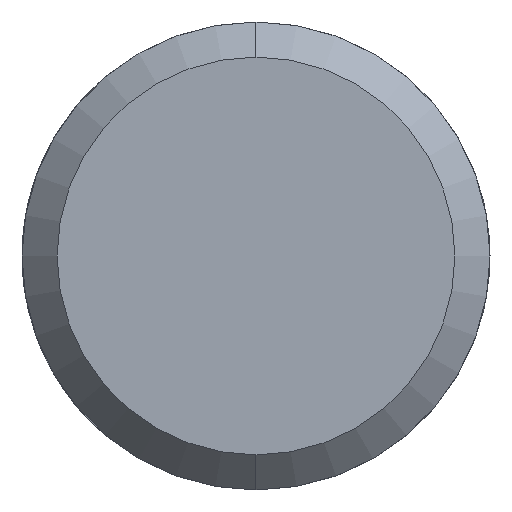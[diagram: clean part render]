
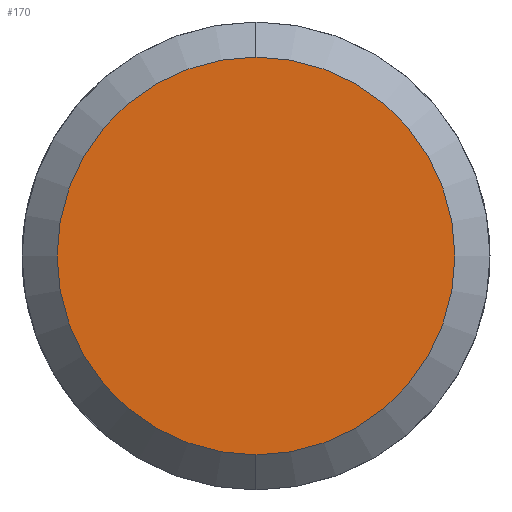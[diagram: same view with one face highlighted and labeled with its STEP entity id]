
A CAD part, left-side view. The second image highlights one B-rep face of the part: STEP entity #170.
In plain terms, the highlighted planar face has unit normal (-1, 0, 0).
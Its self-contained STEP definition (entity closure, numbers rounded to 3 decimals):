
#38 = EDGE_CURVE ( 'NONE', #433, #771, #703, .T. ) ;
#48 = AXIS2_PLACEMENT_3D ( 'NONE', #276, #444, #1023 ) ;
#69 = CARTESIAN_POINT ( 'NONE',  ( -15.5, 0., 0. ) ) ;
#76 = PLANE ( 'NONE',  #695 ) ;
#83 = EDGE_LOOP ( 'NONE', ( #434, #947 ) ) ;
#95 = CARTESIAN_POINT ( 'NONE',  ( -15.5, 0., 1.7 ) ) ;
#157 = DIRECTION ( 'NONE',  ( 0., 0., 1. ) ) ;
#170 = ADVANCED_FACE ( 'NONE', ( #327 ), #76, .T. ) ;
#276 = CARTESIAN_POINT ( 'NONE',  ( -15.5, 0., 0. ) ) ;
#299 = DIRECTION ( 'NONE',  ( 0., 0., 1. ) ) ;
#327 = FACE_OUTER_BOUND ( 'NONE', #83, .T. ) ;
#391 = CARTESIAN_POINT ( 'NONE',  ( -15.5, 0., 0. ) ) ;
#433 = VERTEX_POINT ( 'NONE', #95 ) ;
#434 = ORIENTED_EDGE ( 'NONE', *, *, #697, .T. ) ;
#444 = DIRECTION ( 'NONE',  ( -1., 0., 0. ) ) ;
#446 = CIRCLE ( 'NONE', #48, 1.7 ) ;
#484 = DIRECTION ( 'NONE',  ( -1., 0., 0. ) ) ;
#543 = DIRECTION ( 'NONE',  ( -1., 0., 0. ) ) ;
#623 = CARTESIAN_POINT ( 'NONE',  ( -15.5, 0., -1.7 ) ) ;
#695 = AXIS2_PLACEMENT_3D ( 'NONE', #391, #484, #157 ) ;
#697 = EDGE_CURVE ( 'NONE', #771, #433, #446, .T. ) ;
#703 = CIRCLE ( 'NONE', #704, 1.7 ) ;
#704 = AXIS2_PLACEMENT_3D ( 'NONE', #69, #543, #299 ) ;
#771 = VERTEX_POINT ( 'NONE', #623 ) ;
#947 = ORIENTED_EDGE ( 'NONE', *, *, #38, .T. ) ;
#1023 = DIRECTION ( 'NONE',  ( 0., 0., 1. ) ) ;
